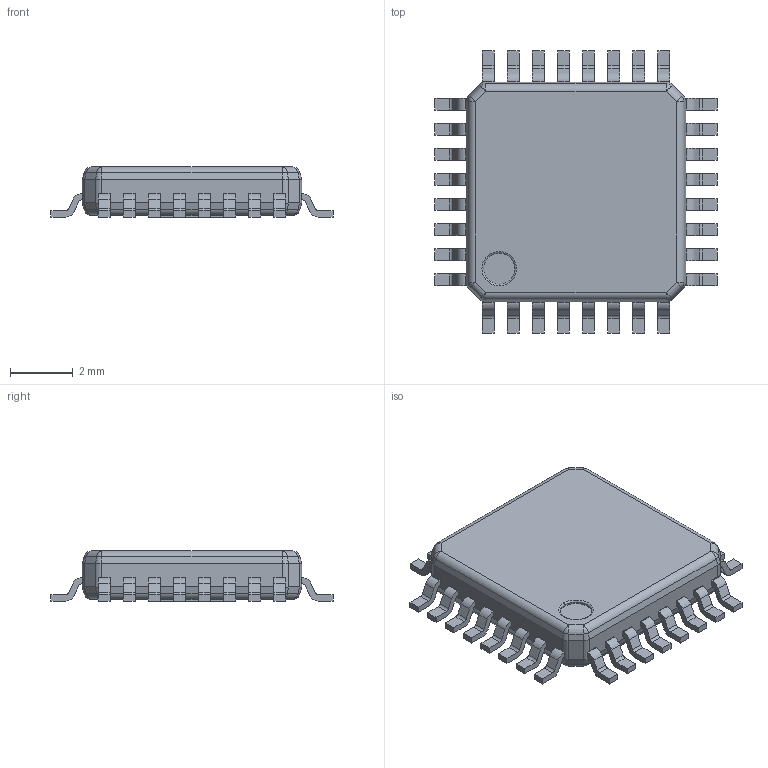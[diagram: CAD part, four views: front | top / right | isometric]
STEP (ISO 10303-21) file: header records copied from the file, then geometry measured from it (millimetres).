
FILE_DESCRIPTION(('FreeCAD Model'),'2;1');
FILE_NAME( 'QFP80P900X900X160-33.step', '2021-03-30T04:44:23',('kicad StepUp'),('ksu MCAD'), 'Open CASCADE STEP processor 7.3','FreeCAD','Unknown');
FILE_SCHEMA(('AUTOMOTIVE_DESIGN { 1 0 10303 214 1 1 1 1 }'));
Length unit declared in the file: millimetre
Products named in the file (1): QFP80P900X900X160-33
Bounding box: 9 x 9 x 1.6 mm (x, y, z)
Volume: 77 mm3; surface area: 197 mm2
Topology: 34 solids, 34 shells, 541 faces, 1382 edges, 894 vertices
Faces by surface type: plane 353, cylinder 170, sphere 16, torus 2
Entity records: 19867 total; most frequent: CARTESIAN_POINT 2946, ORIENTED_EDGE 2732, DIRECTION 2714, EDGE_CURVE 1366, LINE 1006, VECTOR 1006, VERTEX_POINT 894, AXIS2_PLACEMENT_3D 854
